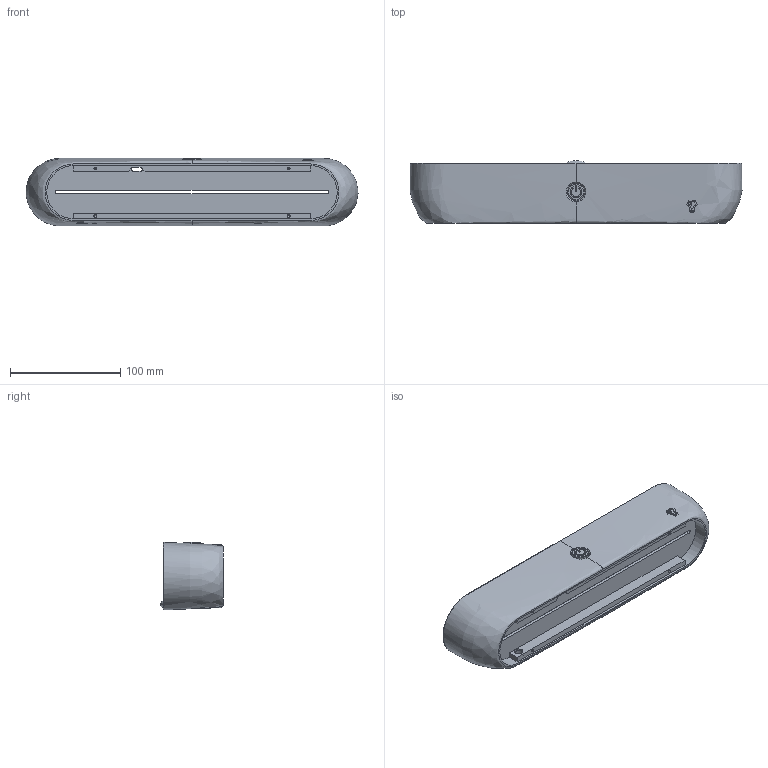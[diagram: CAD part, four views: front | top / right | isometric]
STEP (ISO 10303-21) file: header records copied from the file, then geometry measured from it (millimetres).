
FILE_DESCRIPTION (( 'STEP AP214' ), '1' );
FILE_NAME ('Pieza1.STEP', '2020-06-10T01:12:55', ( '' ), ( '' ), 'SwSTEP 2.0', 'SolidWorks 2013', '' );
FILE_SCHEMA (( 'AUTOMOTIVE_DESIGN' ));
Length unit declared in the file: millimetre
Products named in the file (1): Pieza1
Bounding box: 300.51 x 56.98 x 61.28 mm (x, y, z)
Volume: 242526.2 mm3; surface area: 97809.1 mm2
Topology: 2 solids, 2 shells, 151 faces, 408 edges, 260 vertices
Faces by surface type: plane 85, cylinder 39, bspline 13, cone 8, torus 6
Entity records: 9013 total; most frequent: CARTESIAN_POINT 4585, ORIENTED_EDGE 784, DIRECTION 658, EDGE_CURVE 392, VERTEX_POINT 260, AXIS2_PLACEMENT_3D 220, LINE 218, VECTOR 218
